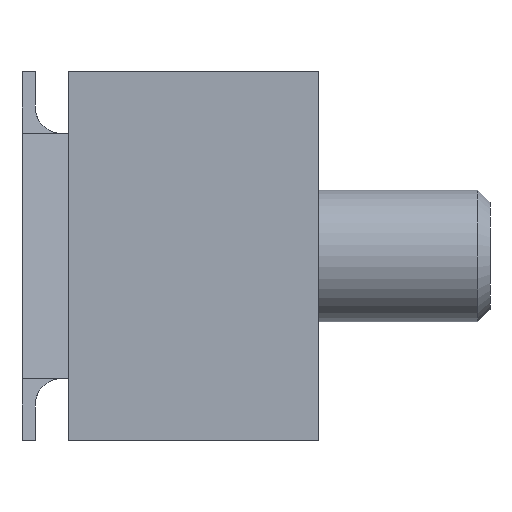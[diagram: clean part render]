
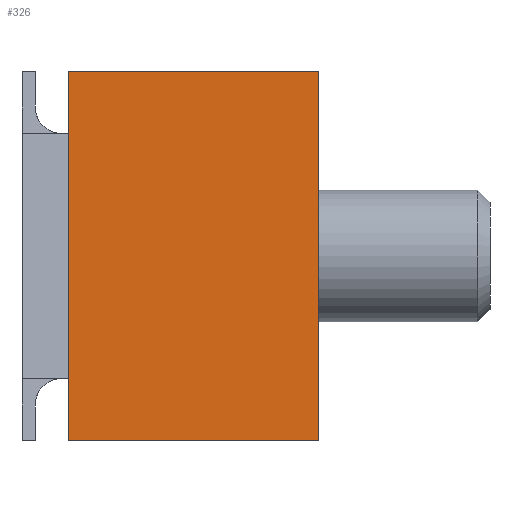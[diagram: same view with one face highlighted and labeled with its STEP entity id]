
A CAD part, left-side view. The second image highlights one B-rep face of the part: STEP entity #326.
In plain terms, the highlighted face is planar.
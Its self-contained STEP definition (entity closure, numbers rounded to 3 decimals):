
#326 = ADVANCED_FACE( '', ( #618 ), #619, .F. );
#618 = FACE_OUTER_BOUND( '', #948, .T. );
#619 = PLANE( '', #949 );
#948 = EDGE_LOOP( '', ( #1485, #1486, #1487, #1488 ) );
#949 = AXIS2_PLACEMENT_3D( '', #1489, #1490, #1491 );
#1485 = ORIENTED_EDGE( '', *, *, #1818, .T. );
#1486 = ORIENTED_EDGE( '', *, *, #1964, .F. );
#1487 = ORIENTED_EDGE( '', *, *, #2007, .F. );
#1488 = ORIENTED_EDGE( '', *, *, #2009, .T. );
#1489 = CARTESIAN_POINT( '', ( 16., 0., 14. ) );
#1490 = DIRECTION( '', ( -1., 0., 0. ) );
#1491 = DIRECTION( '', ( 0., 0., 1. ) );
#1818 = EDGE_CURVE( '', #2113, #2111, #2114, .T. );
#1964 = EDGE_CURVE( '', #2346, #2111, #2348, .T. );
#2007 = EDGE_CURVE( '', #2404, #2346, #2406, .T. );
#2009 = EDGE_CURVE( '', #2404, #2113, #2408, .T. );
#2111 = VERTEX_POINT( '', #2531 );
#2113 = VERTEX_POINT( '', #2534 );
#2114 = LINE( '', #2535, #2536 );
#2346 = VERTEX_POINT( '', #2849 );
#2348 = LINE( '', #2852, #2853 );
#2404 = VERTEX_POINT( '', #2933 );
#2406 = LINE( '', #2936, #2937 );
#2408 = LINE( '', #2939, #2940 );
#2531 = CARTESIAN_POINT( '', ( 16., 19., -14. ) );
#2534 = CARTESIAN_POINT( '', ( 16., 0., -14. ) );
#2535 = CARTESIAN_POINT( '', ( 16., 0., -14. ) );
#2536 = VECTOR( '', #3069, 1000. );
#2849 = CARTESIAN_POINT( '', ( 16., 19., 14. ) );
#2852 = CARTESIAN_POINT( '', ( 16., 19., 14. ) );
#2853 = VECTOR( '', #3236, 1000. );
#2933 = CARTESIAN_POINT( '', ( 16., 0., 14. ) );
#2936 = CARTESIAN_POINT( '', ( 16., 0., 14. ) );
#2937 = VECTOR( '', #3274, 1000. );
#2939 = CARTESIAN_POINT( '', ( 16., 0., 14. ) );
#2940 = VECTOR( '', #3275, 1000. );
#3069 = DIRECTION( '', ( 0., 1., 0. ) );
#3236 = DIRECTION( '', ( 0., 0., -1. ) );
#3274 = DIRECTION( '', ( 0., 1., 0. ) );
#3275 = DIRECTION( '', ( 0., 0., -1. ) );
